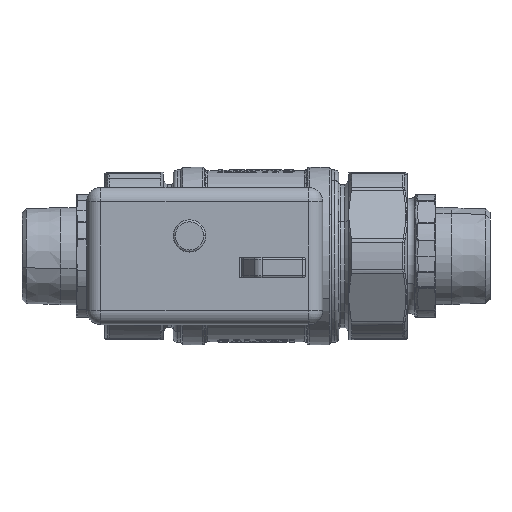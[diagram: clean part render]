
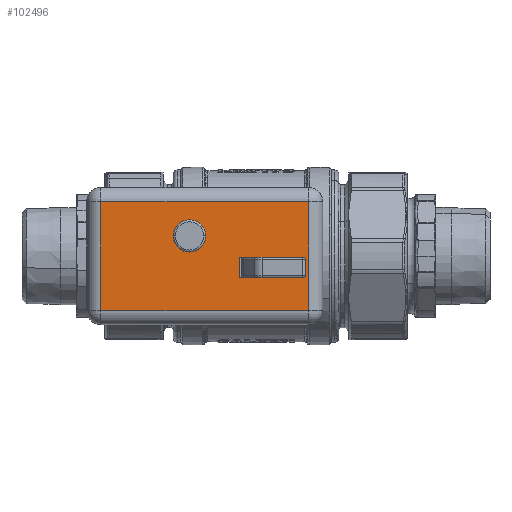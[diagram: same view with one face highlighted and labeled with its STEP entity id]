
A CAD part, left-side view. The second image highlights one B-rep face of the part: STEP entity #102496.
In plain terms, the highlighted planar face has unit normal (-1, 0, 0).
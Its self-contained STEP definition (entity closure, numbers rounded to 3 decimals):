
#102359=CARTESIAN_POINT('Vertex',(11.562,-200.496,-142.481)) ;
#102364=CARTESIAN_POINT('Line Origine',(11.562,-200.496,-147.481)) ;
#102368=CARTESIAN_POINT('Vertex',(11.562,-200.496,-152.481)) ;
#102414=CARTESIAN_POINT('Axis2P3D Location',(11.562,-234.887,-107.808)) ;
#102419=CARTESIAN_POINT('Line Origine',(11.562,-131.887,-141.808)) ;
#102423=CARTESIAN_POINT('Vertex',(11.562,-131.887,-114.808)) ;
#102425=CARTESIAN_POINT('Vertex',(11.562,-131.887,-168.808)) ;
#102428=CARTESIAN_POINT('Line Origine',(11.562,-183.387,-168.808)) ;
#102432=CARTESIAN_POINT('Vertex',(11.562,-234.887,-168.808)) ;
#102435=CARTESIAN_POINT('Line Origine',(11.562,-234.887,-141.808)) ;
#102439=CARTESIAN_POINT('Vertex',(11.562,-234.887,-114.808)) ;
#102442=CARTESIAN_POINT('Line Origine',(11.562,-183.387,-114.808)) ;
#102453=CARTESIAN_POINT('Line Origine',(11.562,-212.496,-147.481)) ;
#102457=CARTESIAN_POINT('Vertex',(11.562,-212.496,-152.481)) ;
#102459=CARTESIAN_POINT('Vertex',(11.562,-212.496,-142.481)) ;
#102462=CARTESIAN_POINT('Line Origine',(11.562,-206.496,-152.481)) ;
#102467=CARTESIAN_POINT('Line Origine',(11.562,-206.496,-142.481)) ;
#102478=CARTESIAN_POINT('Axis2P3D Location',(11.562,-175.887,-131.808)) ;
#102482=CARTESIAN_POINT('Vertex',(11.562,-173.387,-131.808)) ;
#102484=CARTESIAN_POINT('Vertex',(11.562,-178.387,-131.808)) ;
#102487=CARTESIAN_POINT('Axis2P3D Location',(11.562,-175.887,-131.808)) ;
#102366=VECTOR('Line Direction',#102365,1.) ;
#102421=VECTOR('Line Direction',#102420,1.) ;
#102430=VECTOR('Line Direction',#102429,1.) ;
#102437=VECTOR('Line Direction',#102436,1.) ;
#102444=VECTOR('Line Direction',#102443,1.) ;
#102455=VECTOR('Line Direction',#102454,1.) ;
#102464=VECTOR('Line Direction',#102463,1.) ;
#102469=VECTOR('Line Direction',#102468,1.) ;
#102365=DIRECTION('Vector Direction',(0.,0.,1.)) ;
#102415=DIRECTION('Axis2P3D Direction',(-1.,0.,0.)) ;
#102416=DIRECTION('Axis2P3D XDirection',(0.,1.,0.)) ;
#102420=DIRECTION('Vector Direction',(0.,0.,-1.)) ;
#102429=DIRECTION('Vector Direction',(0.,1.,0.)) ;
#102436=DIRECTION('Vector Direction',(0.,0.,-1.)) ;
#102443=DIRECTION('Vector Direction',(0.,1.,0.)) ;
#102454=DIRECTION('Vector Direction',(0.,0.,-1.)) ;
#102463=DIRECTION('Vector Direction',(0.,-1.,0.)) ;
#102468=DIRECTION('Vector Direction',(0.,1.,0.)) ;
#102479=DIRECTION('Axis2P3D Direction',(-1.,0.,0.)) ;
#102488=DIRECTION('Axis2P3D Direction',(-1.,0.,0.)) ;
#102417=AXIS2_PLACEMENT_3D('Plane Axis2P3D',#102414,#102415,#102416) ;
#102480=AXIS2_PLACEMENT_3D('Circle Axis2P3D',#102478,#102479,$) ;
#102489=AXIS2_PLACEMENT_3D('Circle Axis2P3D',#102487,#102488,$) ;
#102367=LINE('Line',#102364,#102366) ;
#102422=LINE('Line',#102419,#102421) ;
#102431=LINE('Line',#102428,#102430) ;
#102438=LINE('Line',#102435,#102437) ;
#102445=LINE('Line',#102442,#102444) ;
#102456=LINE('Line',#102453,#102455) ;
#102465=LINE('Line',#102462,#102464) ;
#102470=LINE('Line',#102467,#102469) ;
#102481=CIRCLE('generated circle',#102480,2.5) ;
#102490=CIRCLE('generated circle',#102489,2.5) ;
#102418=PLANE('',#102417) ;
#102477=FACE_BOUND('',#102472,.T.) ;
#102495=FACE_BOUND('',#102492,.T.) ;
#102370=EDGE_CURVE('',#102360,#102369,#102367,.F.) ;
#102427=EDGE_CURVE('',#102424,#102426,#102422,.T.) ;
#102434=EDGE_CURVE('',#102433,#102426,#102431,.T.) ;
#102441=EDGE_CURVE('',#102440,#102433,#102438,.T.) ;
#102446=EDGE_CURVE('',#102440,#102424,#102445,.T.) ;
#102461=EDGE_CURVE('',#102458,#102460,#102456,.F.) ;
#102466=EDGE_CURVE('',#102369,#102458,#102465,.T.) ;
#102471=EDGE_CURVE('',#102460,#102360,#102470,.T.) ;
#102486=EDGE_CURVE('',#102483,#102485,#102481,.T.) ;
#102491=EDGE_CURVE('',#102485,#102483,#102490,.T.) ;
#102448=ORIENTED_EDGE('',*,*,#102427,.T.) ;
#102449=ORIENTED_EDGE('',*,*,#102434,.F.) ;
#102450=ORIENTED_EDGE('',*,*,#102441,.F.) ;
#102451=ORIENTED_EDGE('',*,*,#102446,.T.) ;
#102473=ORIENTED_EDGE('',*,*,#102461,.F.) ;
#102474=ORIENTED_EDGE('',*,*,#102466,.F.) ;
#102475=ORIENTED_EDGE('',*,*,#102370,.F.) ;
#102476=ORIENTED_EDGE('',*,*,#102471,.F.) ;
#102493=ORIENTED_EDGE('',*,*,#102486,.F.) ;
#102494=ORIENTED_EDGE('',*,*,#102491,.F.) ;
#102447=EDGE_LOOP('',(#102448,#102449,#102450,#102451)) ;
#102472=EDGE_LOOP('',(#102473,#102474,#102475,#102476)) ;
#102492=EDGE_LOOP('',(#102493,#102494)) ;
#102360=VERTEX_POINT('',#102359) ;
#102369=VERTEX_POINT('',#102368) ;
#102424=VERTEX_POINT('',#102423) ;
#102426=VERTEX_POINT('',#102425) ;
#102433=VERTEX_POINT('',#102432) ;
#102440=VERTEX_POINT('',#102439) ;
#102458=VERTEX_POINT('',#102457) ;
#102460=VERTEX_POINT('',#102459) ;
#102483=VERTEX_POINT('',#102482) ;
#102485=VERTEX_POINT('',#102484) ;
#102496=ADVANCED_FACE('PartBody',(#102452,#102477,#102495),#102418,.T.) ;
#102452=FACE_OUTER_BOUND('',#102447,.T.) ;
